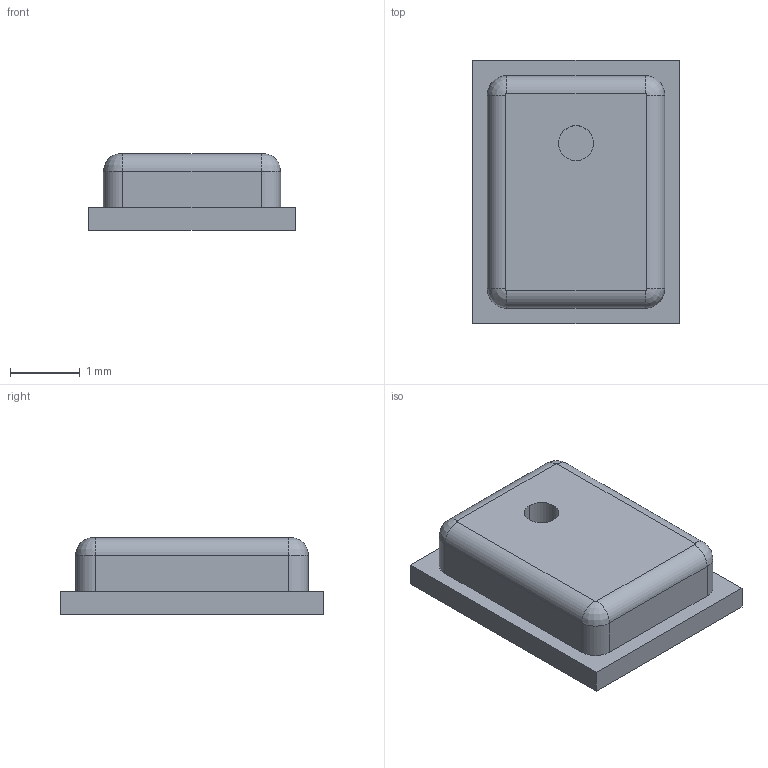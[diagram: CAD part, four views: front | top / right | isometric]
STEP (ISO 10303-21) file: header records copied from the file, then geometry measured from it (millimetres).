
FILE_DESCRIPTION(('FreeCAD Model'),'2;1');
FILE_NAME('SPU_4pin.step', '2016-04-26T16:30:11',('Author'),(''), 'Open CASCADE STEP processor 6.8','FreeCAD','Unknown');
FILE_SCHEMA(('AUTOMOTIVE_DESIGN_CC2 { 1 2 10303 214 -1 1 5 4 }'));
Length unit declared in the file: millimetre
Products named in the file (1): SPU_4pin
Bounding box: 2.95 x 3.76 x 1.1 mm (x, y, z)
Volume: 9.8 mm3; surface area: 35.2 mm2
Topology: 1 solids, 1 shells, 26 faces, 58 edges, 36 vertices
Faces by surface type: plane 12, cylinder 10, revolution 4
Entity records: 2757 total; most frequent: CARTESIAN_POINT 1609, DIRECTION 192, ORIENTED_EDGE 116, PCURVE 116, DEFINITIONAL_REPRESENTATION 116, LINE 82, VECTOR 82, B_SPLINE_CURVE_WITH_KNOTS 60
